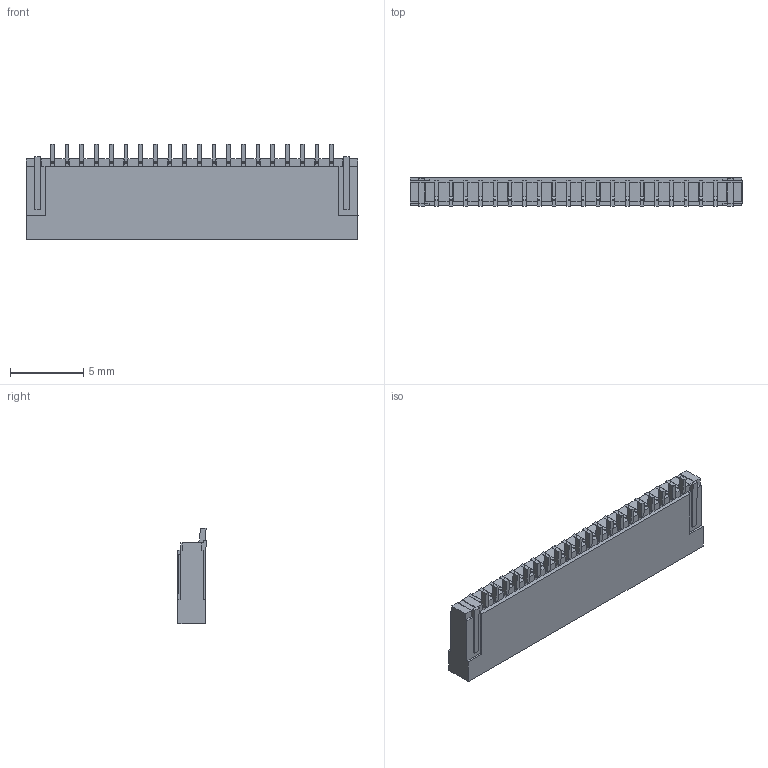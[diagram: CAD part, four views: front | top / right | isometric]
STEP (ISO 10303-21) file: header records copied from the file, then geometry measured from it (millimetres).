
FILE_DESCRIPTION(('STEP AP214'),'1');
FILE_NAME('hfw20r2ste1lf.stp','2014-03-31T20:12:03',('TraceParts'),('TraceParts S.A.'),'XStep 1.0',' ',' ');
FILE_SCHEMA(('automotive_design'));
Length unit declared in the file: millimetre
Products named in the file (1): HFW_R-2ST_LF
Bounding box: 22.6 x 1.92 x 6.5 mm (x, y, z)
Volume: 196.5 mm3; surface area: 608.9 mm2
Topology: 1 solids, 1 shells, 466 faces, 1200 edges, 800 vertices
Faces by surface type: plane 466
Entity records: 13879 total; most frequent: CARTESIAN_POINT 2467, ORIENTED_EDGE 2400, DIRECTION 2134, EDGE_CURVE 1200, LINE 1200, VECTOR 1200, VERTEX_POINT 800, EDGE_LOOP 530
